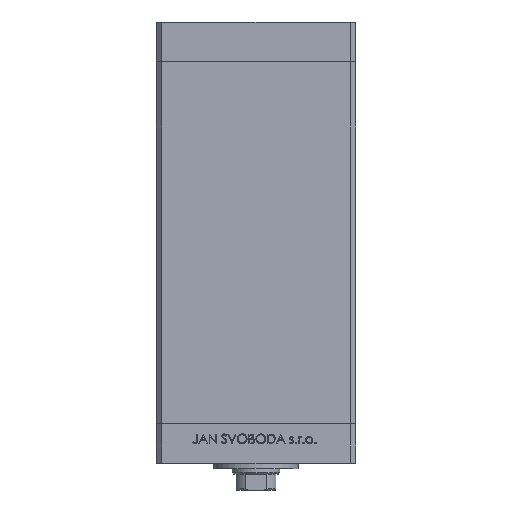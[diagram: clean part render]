
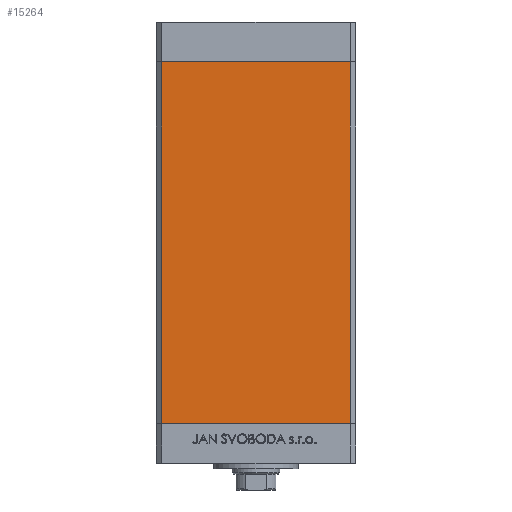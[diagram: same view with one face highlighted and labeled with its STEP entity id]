
A CAD part, front view. The second image highlights one B-rep face of the part: STEP entity #15264.
In plain terms, the highlighted planar face has unit normal (0, -1, 0).
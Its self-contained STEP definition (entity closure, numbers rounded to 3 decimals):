
#881 = FACE_OUTER_BOUND ( 'NONE', #16029, .T. ) ;
#1723 = CARTESIAN_POINT ( 'NONE',  ( -35.5, -32.5, 0. ) ) ;
#3130 = DIRECTION ( 'NONE',  ( 1., 0., 0. ) ) ;
#4877 = CARTESIAN_POINT ( 'NONE',  ( 35.5, -32.5, 136. ) ) ;
#7150 = DIRECTION ( 'NONE',  ( 0., 0., -1. ) ) ;
#9153 = LINE ( 'NONE', #47486, #11619 ) ;
#9894 = DIRECTION ( 'NONE',  ( 0., 0., -1. ) ) ;
#10474 = ORIENTED_EDGE ( 'NONE', *, *, #16803, .T. ) ;
#11619 = VECTOR ( 'NONE', #9894, 1000. ) ;
#12316 = VERTEX_POINT ( 'NONE', #4877 ) ;
#15264 = ADVANCED_FACE ( 'NONE', ( #881 ), #41720, .F. ) ;
#15856 = VERTEX_POINT ( 'NONE', #38864 ) ;
#15977 = DIRECTION ( 'NONE',  ( 0., 1., 0. ) ) ;
#16029 = EDGE_LOOP ( 'NONE', ( #10474, #48149, #28540, #16279 ) ) ;
#16279 = ORIENTED_EDGE ( 'NONE', *, *, #43870, .T. ) ;
#16803 = EDGE_CURVE ( 'NONE', #43674, #15856, #42574, .T. ) ;
#18327 = VERTEX_POINT ( 'NONE', #26126 ) ;
#18347 = CARTESIAN_POINT ( 'NONE',  ( -35.5, -32.5, 0. ) ) ;
#25993 = LINE ( 'NONE', #41055, #32043 ) ;
#26126 = CARTESIAN_POINT ( 'NONE',  ( -35.5, -32.5, 136. ) ) ;
#27987 = DIRECTION ( 'NONE',  ( 1., 0., 0. ) ) ;
#28403 = CARTESIAN_POINT ( 'NONE',  ( -35.5, -32.5, 136. ) ) ;
#28417 = EDGE_CURVE ( 'NONE', #18327, #12316, #40744, .T. ) ;
#28540 = ORIENTED_EDGE ( 'NONE', *, *, #28417, .F. ) ;
#31739 = AXIS2_PLACEMENT_3D ( 'NONE', #42210, #15977, #45670 ) ;
#32043 = VECTOR ( 'NONE', #7150, 1000. ) ;
#33606 = VECTOR ( 'NONE', #3130, 1000. ) ;
#38864 = CARTESIAN_POINT ( 'NONE',  ( 35.5, -32.5, 0. ) ) ;
#40744 = LINE ( 'NONE', #28403, #33606 ) ;
#41055 = CARTESIAN_POINT ( 'NONE',  ( -35.5, -32.5, 136. ) ) ;
#41720 = PLANE ( 'NONE',  #31739 ) ;
#42210 = CARTESIAN_POINT ( 'NONE',  ( -35.5, -32.5, 136. ) ) ;
#42574 = LINE ( 'NONE', #1723, #46754 ) ;
#43674 = VERTEX_POINT ( 'NONE', #18347 ) ;
#43870 = EDGE_CURVE ( 'NONE', #18327, #43674, #25993, .T. ) ;
#45670 = DIRECTION ( 'NONE',  ( 0., 0., 1. ) ) ;
#46754 = VECTOR ( 'NONE', #27987, 1000. ) ;
#47486 = CARTESIAN_POINT ( 'NONE',  ( 35.5, -32.5, 136. ) ) ;
#48149 = ORIENTED_EDGE ( 'NONE', *, *, #48837, .F. ) ;
#48837 = EDGE_CURVE ( 'NONE', #12316, #15856, #9153, .T. ) ;
